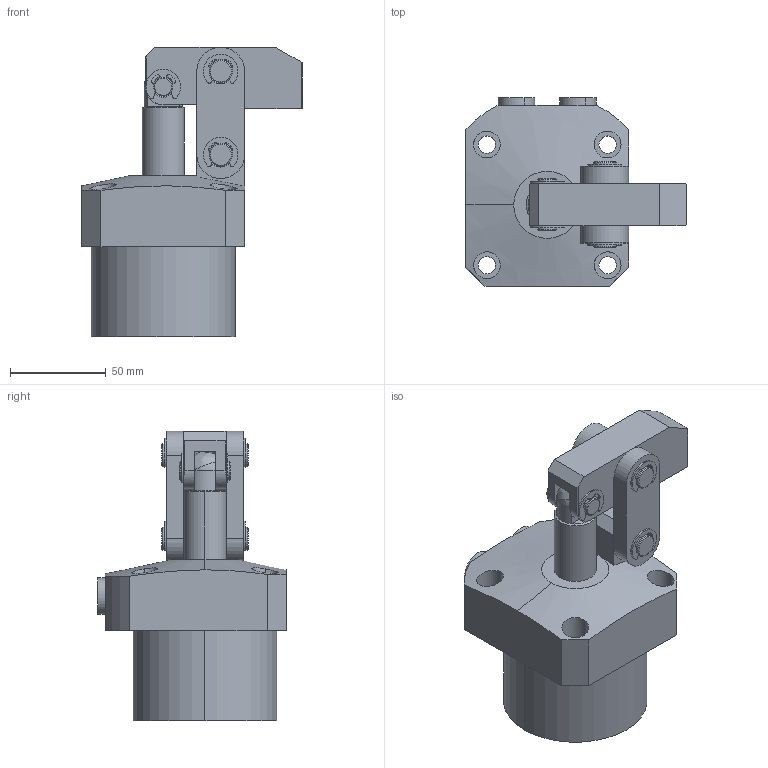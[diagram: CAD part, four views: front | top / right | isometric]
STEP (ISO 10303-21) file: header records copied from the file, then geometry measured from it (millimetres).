
FILE_DESCRIPTION (( 'STEP AP214' ), '1' );
FILE_NAME ('CLKA-075GL杠杆油压缸三维图.STEP', '2020-11-12T07:38:47', ( 'PC' ), ( '' ), 'SwSTEP 2.0', 'SolidWorks 2016', '' );
FILE_SCHEMA (( 'AUTOMOTIVE_DESIGN' ));
Length unit declared in the file: millimetre
Products named in the file (9): 075GL掛极; 囀鞠褒黑芛郔陔1-4_2; 075活塞杆; 揤旋_1; 种粣2_1; 种粣1_1; 蟀裝_1; 縐銅_1; CLKA-075GL杠杆油压缸三维图
Assembly tree (16 placements, depth 2):
  CLKA-075GL杠杆油压缸三维图
    縐銅_1  x6
    蟀裝_1  x2
    种粣1_1
    种粣2_1  x2
    揤旋_1
    075活塞杆
    囀鞠褒黑芛郔陔1-4_2  x2
    075GL掛极
Bounding box: 115 x 98.5 x 151 mm (x, y, z)
Volume: 452605.7 mm3; surface area: 106120.9 mm2
Topology: 17 solids, 17 shells, 396 faces, 961 edges, 623 vertices
Faces by surface type: cylinder 191, plane 143, cone 56, bspline 6
Entity records: 7792 total; most frequent: CARTESIAN_POINT 1912, DIRECTION 1222, ORIENTED_EDGE 1078, EDGE_CURVE 539, AXIS2_PLACEMENT_3D 482, VERTEX_POINT 347, EDGE_LOOP 278, LINE 258
